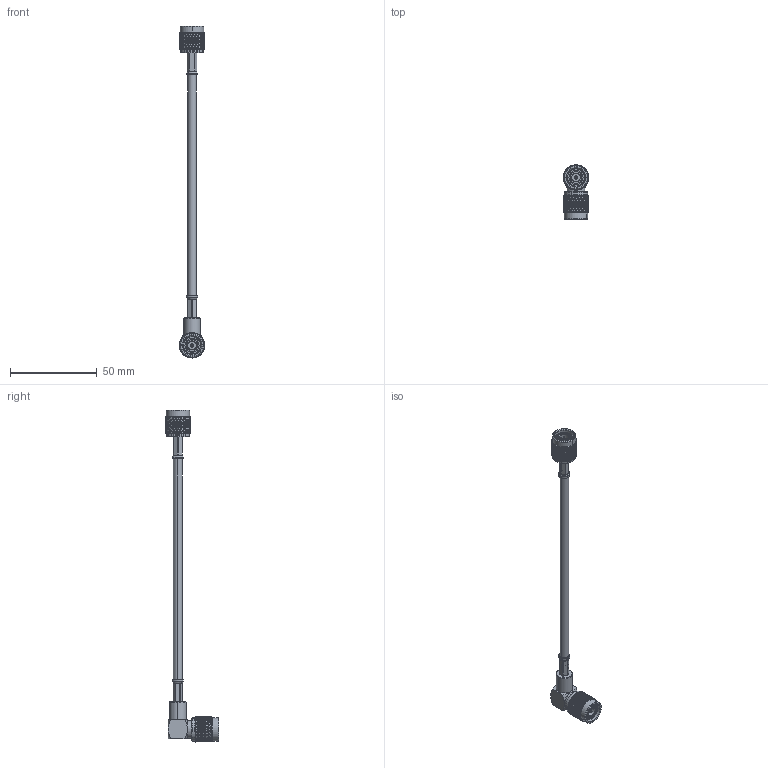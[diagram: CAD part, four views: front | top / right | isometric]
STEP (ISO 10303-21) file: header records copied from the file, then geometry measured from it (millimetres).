
FILE_DESCRIPTION (( 'STEP AP203' ), '1' );
FILE_NAME ('PE3C0058.step', '2019-10-03T17:54:05', ( '' ), ( '' ), 'SwSTEP 2.0', 'SolidWorks 2018', '' );
FILE_SCHEMA (( 'CONFIG_CONTROL_DESIGN' ));
Length unit declared in the file: inch
Products named in the file (4): PE4451_Crimped; PE4156_Crimped; Coax Cable_LMR-195; PE3C0058
Assembly tree (3 placements, depth 2):
  PE3C0058
    Coax Cable_LMR-195
    PE4156_Crimped
    PE4451_Crimped
Bounding box: 14.5 x 30.85 x 190.99 mm (x, y, z)
Volume: 8711.1 mm3; surface area: 7877.5 mm2
Topology: 4 solids, 4 shells, 5373 faces, 11458 edges, 6112 vertices
Faces by surface type: bspline 4018, cylinder 1176, plane 117, cone 62
Entity records: 208750 total; most frequent: CARTESIAN_POINT 138425, ORIENTED_EDGE 22916, EDGE_CURVE 11458, VERTEX_POINT 6112, EDGE_LOOP 5394, FACE_OUTER_BOUND 5373, ADVANCED_FACE 5373, B_SPLINE_CURVE_WITH_KNOTS 4728
